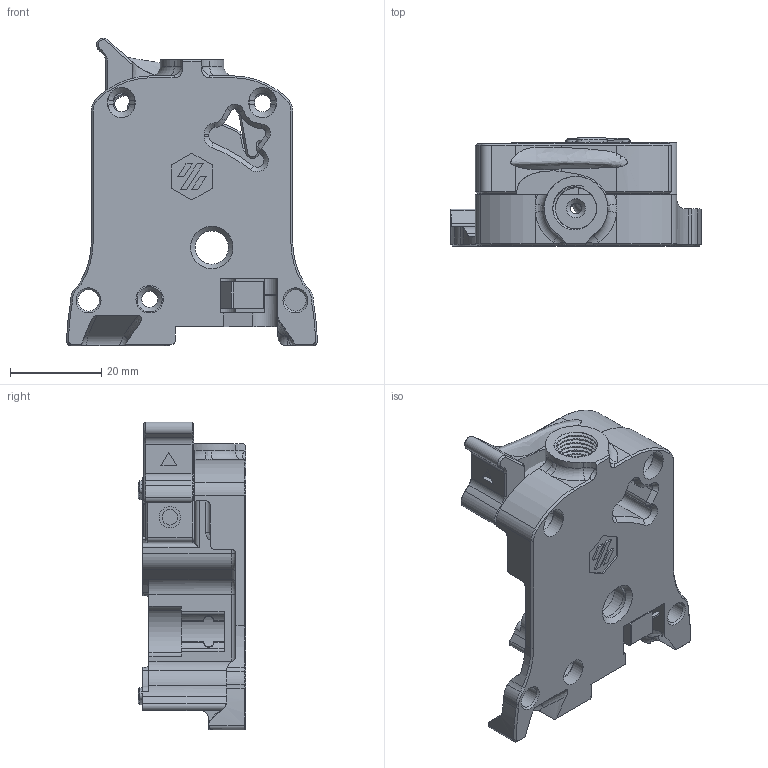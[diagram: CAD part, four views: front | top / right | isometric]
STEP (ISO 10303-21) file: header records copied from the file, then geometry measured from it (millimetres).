
FILE_DESCRIPTION(/* description */ (''),/* implementation_level */ '2;1');
FILE_NAME(/* name */ 'OnlyBelowGears.step',/* time_stamp */ '2021-02-07T15:32:38+01:00',/* author */ (''),/* organization */ (''),/* preprocessor_version */ 'ST-DEVELOPER v18.1',/* originating_system */ 'Autodesk Translation Framework v9.7.1.1290',/* authorisation */ '');
FILE_SCHEMA (('AUTOMOTIVE_DESIGN { 1 0 10303 214 3 1 1 }'));
Length unit declared in the file: millimetre
Products named in the file (7): (Unsaved); Omron_D2F_Bottom; SteelBall (1); Main BodyJustBelow; LatchMod; Guidler; latch shuttle (1)
Assembly tree (6 placements, depth 3):
  (Unsaved)
    Omron_D2F_Bottom
      SteelBall (1)
    Main BodyJustBelow
    LatchMod
    Guidler
      latch shuttle (1)
Bounding box: 55.02 x 23.7 x 67.6 mm (x, y, z)
Volume: 30752.6 mm3; surface area: 17204.2 mm2
Topology: 7 solids, 8 shells, 615 faces, 1562 edges, 976 vertices
Faces by surface type: plane 222, cylinder 202, cone 137, torus 23, bspline 22, sphere 9
Full cylindrical faces by diameter (mm): 1.5 x2, 2 x1, 2.4 x2, 3.4 x1, 3.5 x1, 4 x1, 4.2 x1, 4.4 x1, 4.7 x4, 4.8 x1, 6 x1, 7.3 x1, 7.4 x1, 8.2 x1, 9.036 x6, 10.147 x7
Entity records: 26493 total; most frequent: CARTESIAN_POINT 11306, DIRECTION 3202, ORIENTED_EDGE 3120, EDGE_CURVE 1560, AXIS2_PLACEMENT_3D 1201, VERTEX_POINT 978, LINE 800, VECTOR 800
